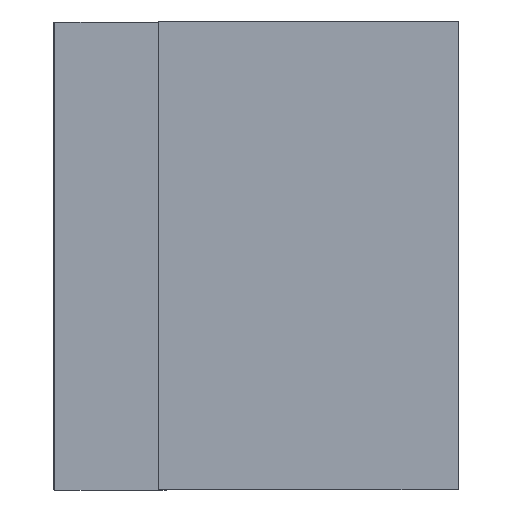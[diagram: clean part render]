
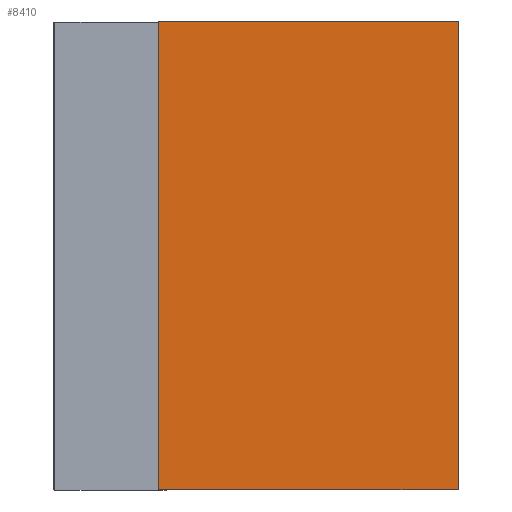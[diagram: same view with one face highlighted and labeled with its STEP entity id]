
A CAD part, left-side view. The second image highlights one B-rep face of the part: STEP entity #8410.
In plain terms, the highlighted planar face has unit normal (-1, 0, 0).
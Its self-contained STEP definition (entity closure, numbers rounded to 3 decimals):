
#205 = VERTEX_POINT ( 'NONE', #5203 ) ;
#628 = CARTESIAN_POINT ( 'NONE',  ( 2., 300., -771.106 ) ) ;
#798 = DIRECTION ( 'NONE',  ( 0., -1., 0. ) ) ;
#1045 = EDGE_CURVE ( 'NONE', #13773, #205, #7018, .T. ) ;
#1648 = CARTESIAN_POINT ( 'NONE',  ( 2., -1., -771.106 ) ) ;
#1687 = VECTOR ( 'NONE', #798, 1000. ) ;
#1724 = VERTEX_POINT ( 'NONE', #5004 ) ;
#2069 = VECTOR ( 'NONE', #7987, 1000. ) ;
#2224 = CARTESIAN_POINT ( 'NONE',  ( 2., -1., -470. ) ) ;
#2482 = CARTESIAN_POINT ( 'NONE',  ( 2., 300., 0. ) ) ;
#2972 = CARTESIAN_POINT ( 'NONE',  ( 2., 300., -470. ) ) ;
#3360 = DIRECTION ( 'NONE',  ( -1., 0., 0. ) ) ;
#3536 = ORIENTED_EDGE ( 'NONE', *, *, #4138, .T. ) ;
#4056 = EDGE_LOOP ( 'NONE', ( #6052, #3536, #4421, #13647 ) ) ;
#4138 = EDGE_CURVE ( 'NONE', #12011, #205, #12848, .T. ) ;
#4421 = ORIENTED_EDGE ( 'NONE', *, *, #1045, .F. ) ;
#4592 = FACE_OUTER_BOUND ( 'NONE', #4056, .T. ) ;
#5004 = CARTESIAN_POINT ( 'NONE',  ( 2., 300., -470. ) ) ;
#5203 = CARTESIAN_POINT ( 'NONE',  ( 2., -1., 0. ) ) ;
#5620 = DIRECTION ( 'NONE',  ( 0., 0., 1. ) ) ;
#6052 = ORIENTED_EDGE ( 'NONE', *, *, #6946, .F. ) ;
#6660 = DIRECTION ( 'NONE',  ( 0., 0., 1. ) ) ;
#6946 = EDGE_CURVE ( 'NONE', #12011, #1724, #14155, .T. ) ;
#7018 = LINE ( 'NONE', #11989, #1687 ) ;
#7987 = DIRECTION ( 'NONE',  ( 0., 1., 0. ) ) ;
#8368 = DIRECTION ( 'NONE',  ( 0., -1., 0. ) ) ;
#8410 = ADVANCED_FACE ( 'NONE', ( #4592 ), #9605, .T. ) ;
#9168 = VECTOR ( 'NONE', #6660, 1000. ) ;
#9605 = PLANE ( 'NONE',  #12281 ) ;
#11820 = LINE ( 'NONE', #628, #13158 ) ;
#11989 = CARTESIAN_POINT ( 'NONE',  ( 2., 300., 0. ) ) ;
#12011 = VERTEX_POINT ( 'NONE', #2224 ) ;
#12281 = AXIS2_PLACEMENT_3D ( 'NONE', #14543, #3360, #8368 ) ;
#12848 = LINE ( 'NONE', #1648, #9168 ) ;
#13158 = VECTOR ( 'NONE', #5620, 1000. ) ;
#13520 = EDGE_CURVE ( 'NONE', #1724, #13773, #11820, .T. ) ;
#13647 = ORIENTED_EDGE ( 'NONE', *, *, #13520, .F. ) ;
#13773 = VERTEX_POINT ( 'NONE', #2482 ) ;
#14155 = LINE ( 'NONE', #2972, #2069 ) ;
#14543 = CARTESIAN_POINT ( 'NONE',  ( 2., 300., -771.106 ) ) ;
